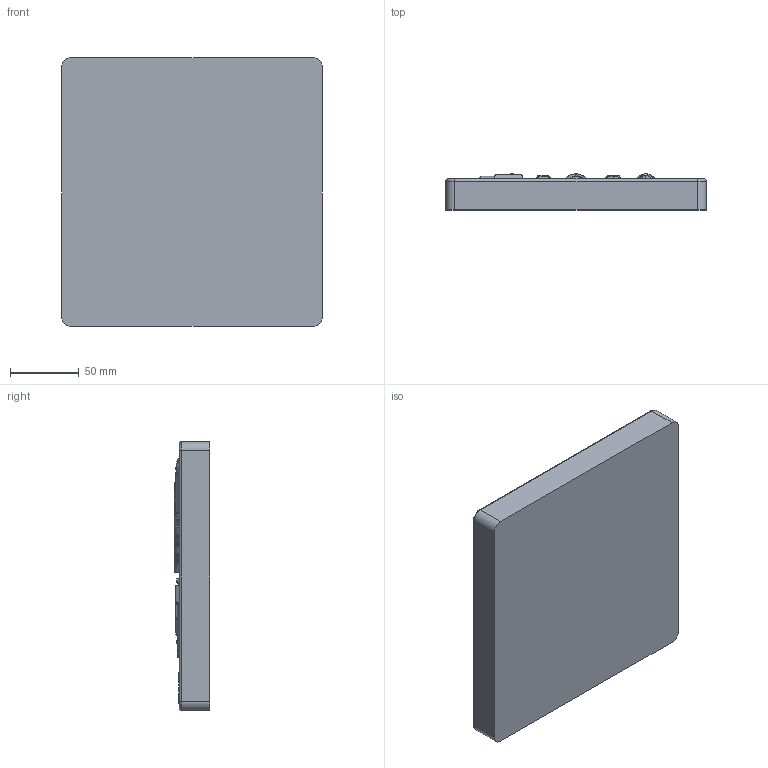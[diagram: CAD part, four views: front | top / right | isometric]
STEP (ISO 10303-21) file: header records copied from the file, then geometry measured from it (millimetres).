
FILE_DESCRIPTION(('FreeCAD Model'),'2;1');
FILE_NAME('Open CASCADE Shape Model','2025-05-04T16:15:47',('FreeCAD'),( 'FreeCAD'),'Open CASCADE STEP processor 7.6','FreeCAD','Unknown');
FILE_SCHEMA(('AUTOMOTIVE_DESIGN { 1 0 10303 214 1 1 1 1 }'));
Products named in the file (1): Open CASCADE STEP translator 7.6 1
Bounding box: 189.32 x 26.09 x 195.15 mm (x, y, z)
Volume: 664334.8 mm3; surface area: 191699.4 mm2
Topology: 41 solids, 45 shells, 3655 faces, 8682 edges, 5367 vertices
Faces by surface type: bspline 3655
Entity records: 124917 total; most frequent: CARTESIAN_POINT 74456, ORIENTED_EDGE 17196, EDGE_CURVE 8598, VERTEX_POINT 5367, B_SPLINE_CURVE_WITH_KNOTS 5328, FACE_BOUND 4047, EDGE_LOOP 4047, ADVANCED_FACE 3655
